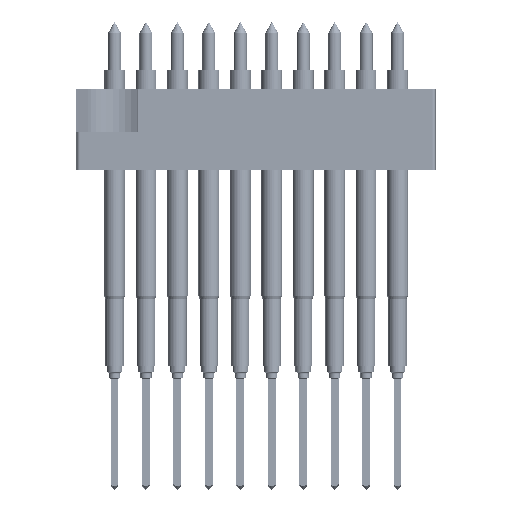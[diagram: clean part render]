
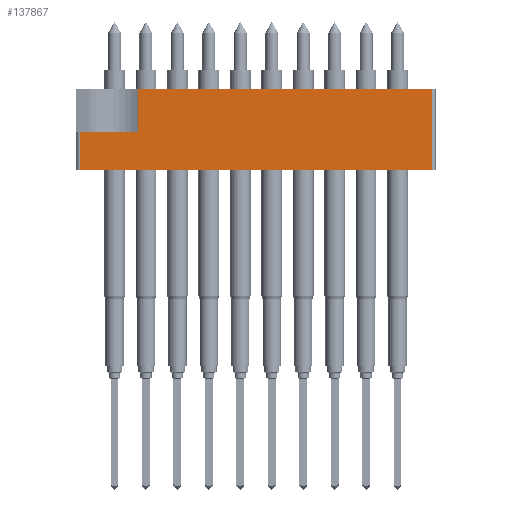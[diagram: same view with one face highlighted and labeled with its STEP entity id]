
A CAD part, front view. The second image highlights one B-rep face of the part: STEP entity #137867.
In plain terms, the highlighted planar face has unit normal (0, -1, 0).
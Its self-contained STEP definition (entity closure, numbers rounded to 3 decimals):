
#323 = VERTEX_POINT ( 'NONE', #46259 ) ;
#1221 = CARTESIAN_POINT ( 'NONE',  ( -148.998, -6.427, -9.75 ) ) ;
#3585 = ORIENTED_EDGE ( 'NONE', *, *, #183963, .T. ) ;
#14186 = VECTOR ( 'NONE', #121362, 1000. ) ;
#17316 = FACE_OUTER_BOUND ( 'NONE', #135346, .T. ) ;
#17718 = CARTESIAN_POINT ( 'NONE',  ( -148.998, -6.427, -9.75 ) ) ;
#19146 = PLANE ( 'NONE',  #158678 ) ;
#30574 = EDGE_CURVE ( 'Defeature ausgef�hrt2_14+Defeature ausgef�hrt2_3+Defeature ausgef�hrt2_4+Defeature ausgef�hrt2_17', #117722, #36480, #136283, .T. ) ;
#36480 = VERTEX_POINT ( 'NONE', #79005 ) ;
#39656 = VECTOR ( 'NONE', #163313, 1000. ) ;
#42685 = LINE ( 'NONE', #116180, #165757 ) ;
#46259 = CARTESIAN_POINT ( 'NONE',  ( -120.498, -6.427, -3.25 ) ) ;
#50189 = DIRECTION ( 'NONE',  ( 0., -1., 0. ) ) ;
#52652 = ORIENTED_EDGE ( 'NONE', *, *, #112782, .F. ) ;
#61007 = DIRECTION ( 'NONE',  ( 0., 0., 1. ) ) ;
#75617 = DIRECTION ( 'NONE',  ( 1., 0., 0. ) ) ;
#75686 = CARTESIAN_POINT ( 'NONE',  ( -148.998, -6.427, -9.75 ) ) ;
#79005 = CARTESIAN_POINT ( 'NONE',  ( -144.246, -6.427, -6.65 ) ) ;
#79504 = EDGE_CURVE ( 'Defeature ausgef�hrt2_3+Defeature ausgef�hrt2_2+Defeature ausgef�hrt2_8+Defeature ausgef�hrt2_9', #93730, #323, #92172, .T. ) ;
#82846 = EDGE_CURVE ( 'Defeature ausgef�hrt2_17+Defeature ausgef�hrt2_3+Defeature ausgef�hrt2_14+Defeature ausgef�hrt2_9', #36480, #115109, #89014, .T. ) ;
#88721 = VECTOR ( 'NONE', #101970, 1000. ) ;
#89014 = LINE ( 'NONE', #106833, #39656 ) ;
#92172 = LINE ( 'NONE', #124153, #14186 ) ;
#92960 = CARTESIAN_POINT ( 'NONE',  ( -144.246, -6.427, -6.65 ) ) ;
#93730 = VERTEX_POINT ( 'NONE', #121478 ) ;
#101970 = DIRECTION ( 'NONE',  ( 1., 0., 0. ) ) ;
#103326 = ORIENTED_EDGE ( 'NONE', *, *, #82846, .F. ) ;
#103469 = VECTOR ( 'NONE', #124028, 1000. ) ;
#106833 = CARTESIAN_POINT ( 'NONE',  ( -144.246, -6.427, -6.65 ) ) ;
#112782 = EDGE_CURVE ( 'Defeature ausgef�hrt2_9+Defeature ausgef�hrt2_3+Defeature ausgef�hrt2_17+Defeature ausgef�hrt2_2', #115109, #323, #148047, .T. ) ;
#115109 = VERTEX_POINT ( 'NONE', #118692 ) ;
#116180 = CARTESIAN_POINT ( 'NONE',  ( -148.998, -6.427, -9.75 ) ) ;
#117722 = VERTEX_POINT ( 'NONE', #149677 ) ;
#118692 = CARTESIAN_POINT ( 'NONE',  ( -144.246, -6.427, -3.25 ) ) ;
#119949 = VERTEX_POINT ( 'NONE', #1221 ) ;
#121362 = DIRECTION ( 'NONE',  ( 0., 0., 1. ) ) ;
#121478 = CARTESIAN_POINT ( 'NONE',  ( -120.498, -6.427, -9.75 ) ) ;
#124028 = DIRECTION ( 'NONE',  ( 1., 0., 0. ) ) ;
#124153 = CARTESIAN_POINT ( 'NONE',  ( -120.498, -6.427, -9.75 ) ) ;
#135346 = EDGE_LOOP ( 'NONE', ( #103326, #154170, #157476, #3585, #144357, #52652 ) ) ;
#136283 = LINE ( 'NONE', #92960, #103469 ) ;
#137867 = ADVANCED_FACE ( 'Defeature ausgef�hrt2_3', ( #17316 ), #19146, .T. ) ;
#144357 = ORIENTED_EDGE ( 'NONE', *, *, #79504, .T. ) ;
#145841 = LINE ( 'NONE', #17718, #150815 ) ;
#148047 = LINE ( 'NONE', #173513, #88721 ) ;
#149677 = CARTESIAN_POINT ( 'NONE',  ( -148.998, -6.427, -6.65 ) ) ;
#150815 = VECTOR ( 'NONE', #61007, 1000. ) ;
#154170 = ORIENTED_EDGE ( 'NONE', *, *, #30574, .F. ) ;
#157476 = ORIENTED_EDGE ( 'NONE', *, *, #184396, .F. ) ;
#158678 = AXIS2_PLACEMENT_3D ( 'NONE', #75686, #50189, #165120 ) ;
#163313 = DIRECTION ( 'NONE',  ( 0., 0., 1. ) ) ;
#165120 = DIRECTION ( 'NONE',  ( 0., 0., -1. ) ) ;
#165757 = VECTOR ( 'NONE', #75617, 1000. ) ;
#173513 = CARTESIAN_POINT ( 'NONE',  ( -148.998, -6.427, -3.25 ) ) ;
#183963 = EDGE_CURVE ( 'Defeature ausgef�hrt2_3+Defeature ausgef�hrt2_8+Defeature ausgef�hrt2_4+Defeature ausgef�hrt2_2', #119949, #93730, #42685, .T. ) ;
#184396 = EDGE_CURVE ( 'Defeature ausgef�hrt2_4+Defeature ausgef�hrt2_3+Defeature ausgef�hrt2_8+Defeature ausgef�hrt2_14', #119949, #117722, #145841, .T. ) ;
